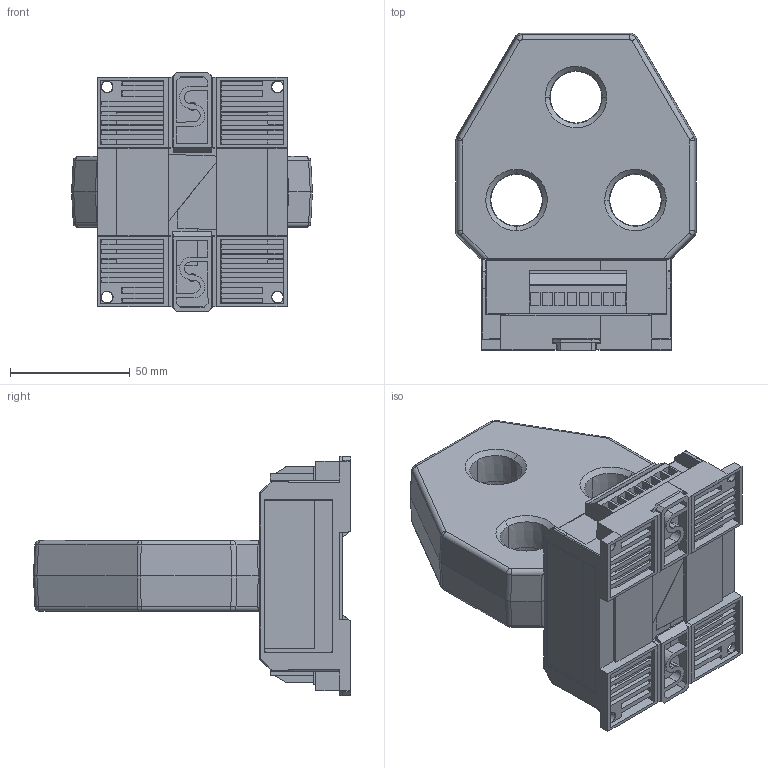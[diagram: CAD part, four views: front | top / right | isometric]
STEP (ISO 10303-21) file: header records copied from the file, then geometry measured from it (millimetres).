
FILE_DESCRIPTION (( 'STEP AP214' ), '1' );
FILE_NAME ('3ACT100-42-24-F.STEP', '2020-10-20T13:35:36', ( '' ), ( '' ), 'SwSTEP 2.0', 'SolidWorks 2017', '' );
FILE_SCHEMA (( 'AUTOMOTIVE_DESIGN' ));
Length unit declared in the file: inch
Products named in the file (1): 3ACT100-42-24-F
Bounding box: 100.34 x 132.21 x 99.67 mm (x, y, z)
Volume: 576968.3 mm3; surface area: 129483.6 mm2
Topology: 27 solids, 27 shells, 1758 faces, 4672 edges, 3054 vertices
Faces by surface type: plane 1164, cylinder 256, bspline 211, cone 103, torus 24
Entity records: 76228 total; most frequent: CARTESIAN_POINT 34490, ORIENTED_EDGE 9336, DIRECTION 7169, EDGE_CURVE 4668, LINE 3119, VECTOR 3119, VERTEX_POINT 3054, AXIS2_PLACEMENT_3D 2025
